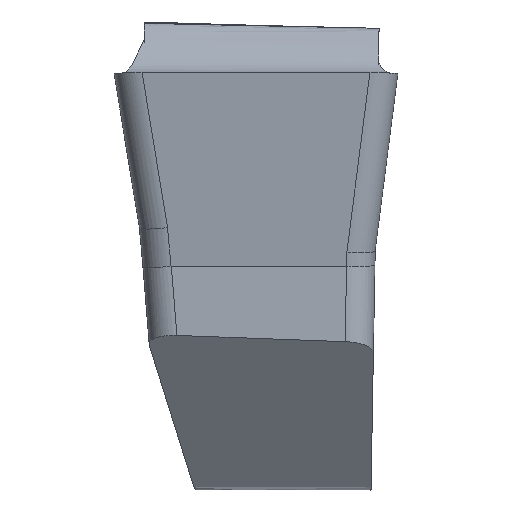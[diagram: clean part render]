
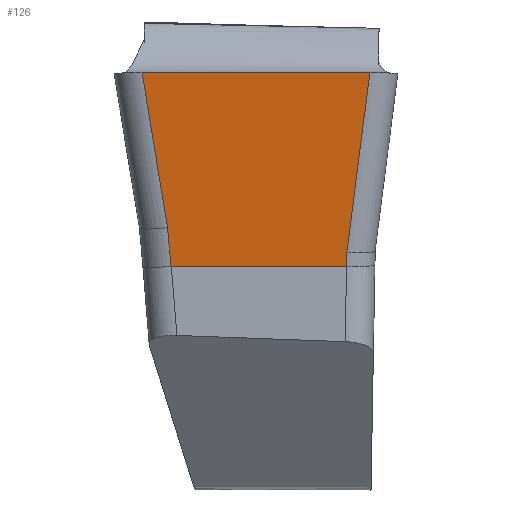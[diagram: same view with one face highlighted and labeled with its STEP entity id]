
A CAD part, front view. The second image highlights one B-rep face of the part: STEP entity #126.
In plain terms, the highlighted planar face has unit normal (0, -0.993, -0.122).
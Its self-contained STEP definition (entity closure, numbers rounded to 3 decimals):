
#44=ELLIPSE('',#559,2.47,0.3);
#45=ELLIPSE('',#560,2.462,0.3);
#61=PLANE('',#561);
#82=LINE('',#3721,#108);
#83=LINE('',#3723,#109);
#84=LINE('',#3727,#110);
#85=LINE('',#3731,#111);
#86=LINE('',#3733,#112);
#108=VECTOR('',#619,1.);
#109=VECTOR('',#620,1.);
#110=VECTOR('',#623,1.);
#111=VECTOR('',#626,1.);
#112=VECTOR('',#627,1.);
#126=ADVANCED_FACE('',(#153),#61,.F.);
#153=FACE_OUTER_BOUND('',#177,.T.);
#177=EDGE_LOOP('',(#260,#261,#262,#263,#264,#265,#266,#267));
#260=ORIENTED_EDGE('',*,*,#450,.T.);
#261=ORIENTED_EDGE('',*,*,#451,.T.);
#262=ORIENTED_EDGE('',*,*,#452,.T.);
#263=ORIENTED_EDGE('',*,*,#453,.T.);
#264=ORIENTED_EDGE('',*,*,#454,.T.);
#265=ORIENTED_EDGE('',*,*,#455,.T.);
#266=ORIENTED_EDGE('',*,*,#456,.T.);
#267=ORIENTED_EDGE('',*,*,#457,.T.);
#386=VERTEX_POINT('',#3719);
#387=VERTEX_POINT('',#3720);
#388=VERTEX_POINT('',#3722);
#389=VERTEX_POINT('',#3724);
#390=VERTEX_POINT('',#3726);
#391=VERTEX_POINT('',#3728);
#392=VERTEX_POINT('',#3730);
#393=VERTEX_POINT('',#3732);
#450=EDGE_CURVE('',#386,#387,#508,.T.);
#451=EDGE_CURVE('',#387,#388,#82,.T.);
#452=EDGE_CURVE('',#388,#389,#83,.T.);
#453=EDGE_CURVE('',#389,#390,#44,.T.);
#454=EDGE_CURVE('',#390,#391,#84,.T.);
#455=EDGE_CURVE('',#391,#392,#45,.T.);
#456=EDGE_CURVE('',#392,#393,#85,.T.);
#457=EDGE_CURVE('',#393,#386,#86,.T.);
#508=B_SPLINE_CURVE_WITH_KNOTS('',3,(#3715,#3716,#3717,#3718),
 .UNSPECIFIED.,.F.,.F.,(4,4),(0.,1.),.UNSPECIFIED.);
#559=AXIS2_PLACEMENT_3D('',#3725,#621,#622);
#560=AXIS2_PLACEMENT_3D('',#3729,#624,#625);
#561=AXIS2_PLACEMENT_3D('',#3734,#628,#629);
#619=DIRECTION('',(0.161,0.12,-0.98));
#620=DIRECTION('',(0.09,0.121,-0.989));
#621=DIRECTION('',(0.,0.993,0.122));
#622=DIRECTION('',(-0.081,-0.121,0.989));
#623=DIRECTION('',(1.,0.,0.));
#624=DIRECTION('',(0.,0.993,0.122));
#625=DIRECTION('',(-0.018,0.122,-0.992));
#626=DIRECTION('',(0.017,-0.122,0.992));
#627=DIRECTION('',(0.126,-0.121,0.985));
#628=DIRECTION('',(0.,0.993,0.122));
#629=DIRECTION('',(0.,-0.122,0.993));
#3715=CARTESIAN_POINT('',(1.204,-3.752,0.015));
#3716=CARTESIAN_POINT('',(0.401,-3.752,0.015));
#3717=CARTESIAN_POINT('',(-0.402,-3.752,0.015));
#3718=CARTESIAN_POINT('',(-1.205,-3.752,0.015));
#3719=CARTESIAN_POINT('',(1.204,-3.752,0.015));
#3720=CARTESIAN_POINT('',(-1.205,-3.752,0.015));
#3721=CARTESIAN_POINT('',(-1.,-3.599,-1.232));
#3722=CARTESIAN_POINT('',(-0.936,-3.55,-1.625));
#3723=CARTESIAN_POINT('',(-0.901,-3.504,-2.007));
#3724=CARTESIAN_POINT('',(-0.898,-3.5,-2.036));
#3725=CARTESIAN_POINT('',(-0.697,-3.2,-4.479));
#3726=CARTESIAN_POINT('',(-0.895,-3.5,-2.036));
#3727=CARTESIAN_POINT('',(-0.041,-3.5,-2.036));
#3728=CARTESIAN_POINT('',(0.957,-3.5,-2.036));
#3729=CARTESIAN_POINT('',(0.914,-3.2,-4.479));
#3730=CARTESIAN_POINT('',(0.958,-3.5,-2.036));
#3731=CARTESIAN_POINT('',(0.993,-3.748,-0.018));
#3732=CARTESIAN_POINT('',(0.96,-3.518,-1.888));
#3733=CARTESIAN_POINT('',(1.209,-3.756,0.052));
#3734=CARTESIAN_POINT('',(-0.041,-3.75,0.));
